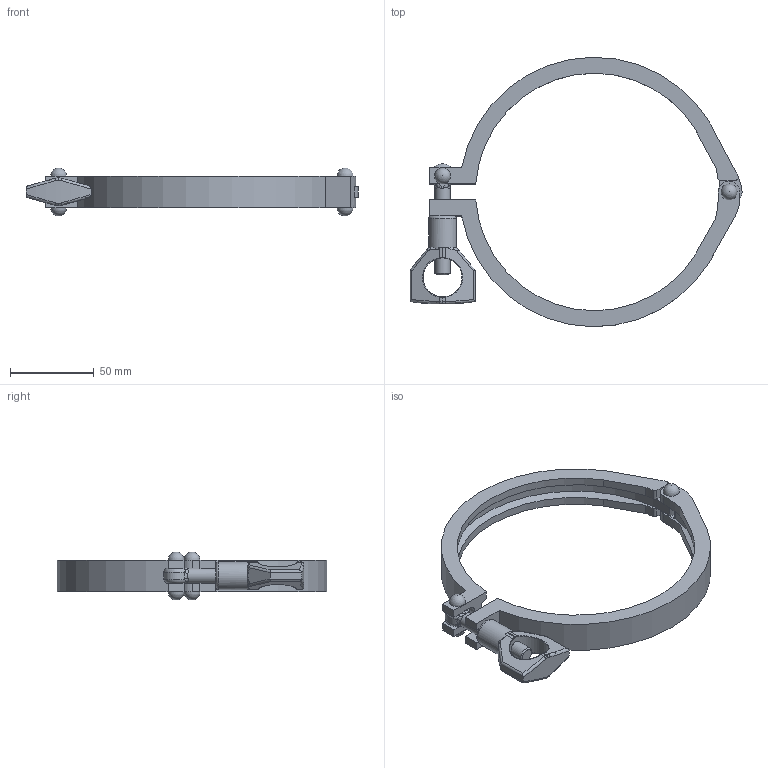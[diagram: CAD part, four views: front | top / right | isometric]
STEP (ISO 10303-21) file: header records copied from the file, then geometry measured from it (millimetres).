
FILE_DESCRIPTION(/* description */ (''),/* implementation_level */ '2;1');
FILE_NAME(/* name */ '13MHHM-5.stp',/* time_stamp */ '2024-05-01T14:03:37-04:00',/* author */ ('brad'),/* organization */ (''),/* preprocessor_version */ 'ST-DEVELOPER v20',/* originating_system */ 'Autodesk Inventor 2024',/* authorisation */ '');
FILE_SCHEMA (('AUTOMOTIVE_DESIGN { 1 0 10303 214 3 1 1 }'));
Length unit declared in the file: inch
Products named in the file (6): 13MHHM-5; 13MHHM-5-LOWER; 13MHHM-5-UPPER; 13MHHM-DP-5 PIN; 13MHHM-DP-5-BOLT; 13MHHM-DP-5-BOLT EYELET
Assembly tree (6 placements, depth 2):
  13MHHM-5
    13MHHM-5-LOWER
    13MHHM-5-UPPER
    13MHHM-DP-5 PIN  x2
    13MHHM-DP-5-BOLT
    13MHHM-DP-5-BOLT EYELET
Bounding box: 197.81 x 160.54 x 28.57 mm (x, y, z)
Volume: 91540.7 mm3; surface area: 42092.5 mm2
Topology: 6 solids, 6 shells, 186 faces, 485 edges, 302 vertices
Faces by surface type: cylinder 62, plane 62, bspline 39, torus 13, cone 5, sphere 5
Full cylindrical faces by diameter (mm): 6.35 x8, 9.144 x1, 9.398 x1, 16.51 x1, 23.241 x1
Entity records: 7063 total; most frequent: CARTESIAN_POINT 2547, ORIENTED_EDGE 934, DIRECTION 876, EDGE_CURVE 467, AXIS2_PLACEMENT_3D 353, VERTEX_POINT 296, EDGE_LOOP 197, FACE_OUTER_BOUND 181
